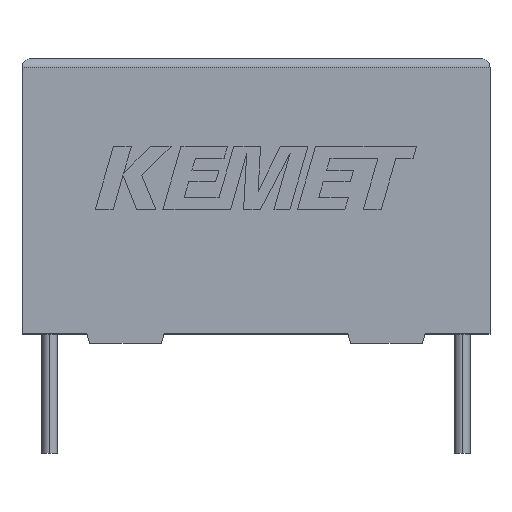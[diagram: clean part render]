
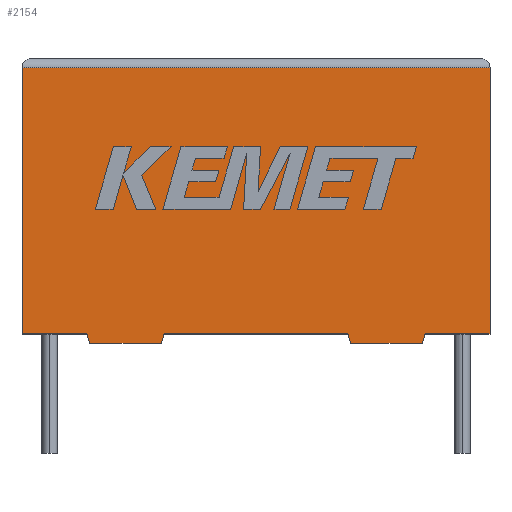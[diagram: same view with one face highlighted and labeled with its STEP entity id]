
A CAD part, top view. The second image highlights one B-rep face of the part: STEP entity #2154.
In plain terms, the highlighted planar face has unit normal (0, 0, 1).
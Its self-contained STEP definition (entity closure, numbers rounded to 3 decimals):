
#11 = ORIENTED_EDGE ( 'NONE', *, *, #2067, .T. ) ;
#100 = LINE ( 'NONE', #221, #2686 ) ;
#107 = LINE ( 'NONE', #1467, #392 ) ;
#177 = CARTESIAN_POINT ( 'NONE',  ( 25.5, 0., 6.5 ) ) ;
#194 = CARTESIAN_POINT ( 'NONE',  ( 21.96, 0., 6.5 ) ) ;
#221 = CARTESIAN_POINT ( 'NONE',  ( 21.81, -0.5, 6.5 ) ) ;
#223 = EDGE_CURVE ( 'NONE', #622, #2644, #1314, .T. ) ;
#271 = CARTESIAN_POINT ( 'NONE',  ( 0., 14.5, 6.5 ) ) ;
#324 = CARTESIAN_POINT ( 'NONE',  ( 21.81, -0.5, 6.5 ) ) ;
#350 = DIRECTION ( 'NONE',  ( 1., 0., 0. ) ) ;
#378 = ORIENTED_EDGE ( 'NONE', *, *, #3025, .F. ) ;
#392 = VECTOR ( 'NONE', #1924, 1000. ) ;
#421 = VECTOR ( 'NONE', #2964, 1000. ) ;
#457 = VERTEX_POINT ( 'NONE', #3065 ) ;
#489 = ORIENTED_EDGE ( 'NONE', *, *, #3110, .T. ) ;
#544 = ORIENTED_EDGE ( 'NONE', *, *, #1340, .F. ) ;
#565 = CARTESIAN_POINT ( 'NONE',  ( 3.54, 0., 6.5 ) ) ;
#585 = VERTEX_POINT ( 'NONE', #1203 ) ;
#598 = EDGE_CURVE ( 'NONE', #2097, #1041, #1838, .T. ) ;
#609 = CARTESIAN_POINT ( 'NONE',  ( 7.742, 0., 6.5 ) ) ;
#622 = VERTEX_POINT ( 'NONE', #1446 ) ;
#707 = EDGE_CURVE ( 'NONE', #1238, #622, #716, .T. ) ;
#716 = LINE ( 'NONE', #2468, #2230 ) ;
#796 = AXIS2_PLACEMENT_3D ( 'NONE', #3248, #1515, #1717 ) ;
#867 = ORIENTED_EDGE ( 'NONE', *, *, #707, .T. ) ;
#886 = CARTESIAN_POINT ( 'NONE',  ( 0., 0., 6.5 ) ) ;
#902 = DIRECTION ( 'NONE',  ( 1., 0., 0. ) ) ;
#929 = CARTESIAN_POINT ( 'NONE',  ( 3.54, 0., 6.5 ) ) ;
#940 = CARTESIAN_POINT ( 'NONE',  ( 0., 14.5, 6.5 ) ) ;
#942 = LINE ( 'NONE', #565, #3019 ) ;
#975 = VECTOR ( 'NONE', #2514, 1000. ) ;
#1041 = VERTEX_POINT ( 'NONE', #324 ) ;
#1203 = CARTESIAN_POINT ( 'NONE',  ( 17.758, 0., 6.5 ) ) ;
#1238 = VERTEX_POINT ( 'NONE', #177 ) ;
#1241 = EDGE_LOOP ( 'NONE', ( #867, #2282, #2875, #2368, #2389, #11, #2058, #3018, #378, #544, #2932, #489 ) ) ;
#1248 = CARTESIAN_POINT ( 'NONE',  ( 0., 0., 6.5 ) ) ;
#1255 = DIRECTION ( 'NONE',  ( 0.287, -0.958, 0. ) ) ;
#1272 = EDGE_CURVE ( 'NONE', #457, #1695, #107, .T. ) ;
#1296 = LINE ( 'NONE', #2003, #3021 ) ;
#1304 = EDGE_CURVE ( 'NONE', #2644, #1323, #2761, .T. ) ;
#1305 = FACE_OUTER_BOUND ( 'NONE', #1241, .T. ) ;
#1314 = LINE ( 'NONE', #271, #975 ) ;
#1323 = VERTEX_POINT ( 'NONE', #1248 ) ;
#1340 = EDGE_CURVE ( 'NONE', #1041, #3168, #100, .T. ) ;
#1446 = CARTESIAN_POINT ( 'NONE',  ( 25.5, 14.5, 6.5 ) ) ;
#1460 = LINE ( 'NONE', #3094, #2077 ) ;
#1467 = CARTESIAN_POINT ( 'NONE',  ( 7.591, -0.5, 6.5 ) ) ;
#1472 = CARTESIAN_POINT ( 'NONE',  ( 0., 0., 6.5 ) ) ;
#1487 = CARTESIAN_POINT ( 'NONE',  ( 3.69, -0.5, 6.5 ) ) ;
#1515 = DIRECTION ( 'NONE',  ( 0., 0., -1. ) ) ;
#1523 = VECTOR ( 'NONE', #350, 1000. ) ;
#1628 = LINE ( 'NONE', #886, #1523 ) ;
#1695 = VERTEX_POINT ( 'NONE', #609 ) ;
#1717 = DIRECTION ( 'NONE',  ( -1., 0., 0. ) ) ;
#1838 = LINE ( 'NONE', #194, #2928 ) ;
#1924 = DIRECTION ( 'NONE',  ( 0.287, 0.958, 0. ) ) ;
#1976 = DIRECTION ( 'NONE',  ( -1., 0., 0. ) ) ;
#1991 = DIRECTION ( 'NONE',  ( -0.287, 0.958, 0. ) ) ;
#2003 = CARTESIAN_POINT ( 'NONE',  ( 17.909, -0.5, 6.5 ) ) ;
#2058 = ORIENTED_EDGE ( 'NONE', *, *, #1272, .T. ) ;
#2067 = EDGE_CURVE ( 'NONE', #2135, #457, #2339, .T. ) ;
#2077 = VECTOR ( 'NONE', #902, 1000. ) ;
#2097 = VERTEX_POINT ( 'NONE', #2244 ) ;
#2135 = VERTEX_POINT ( 'NONE', #1487 ) ;
#2154 = ADVANCED_FACE ( 'NONE', ( #1305 ), #2950, .F. ) ;
#2165 = DIRECTION ( 'NONE',  ( 0., -1., 0. ) ) ;
#2184 = CARTESIAN_POINT ( 'NONE',  ( 17.909, -0.5, 6.5 ) ) ;
#2185 = DIRECTION ( 'NONE',  ( 1., 0., 0. ) ) ;
#2230 = VECTOR ( 'NONE', #2969, 1000. ) ;
#2244 = CARTESIAN_POINT ( 'NONE',  ( 21.96, 0., 6.5 ) ) ;
#2262 = EDGE_CURVE ( 'NONE', #1323, #2728, #1460, .T. ) ;
#2281 = LINE ( 'NONE', #1472, #421 ) ;
#2282 = ORIENTED_EDGE ( 'NONE', *, *, #223, .T. ) ;
#2287 = VECTOR ( 'NONE', #2165, 1000. ) ;
#2339 = LINE ( 'NONE', #3164, #3198 ) ;
#2368 = ORIENTED_EDGE ( 'NONE', *, *, #2262, .T. ) ;
#2389 = ORIENTED_EDGE ( 'NONE', *, *, #3211, .T. ) ;
#2468 = CARTESIAN_POINT ( 'NONE',  ( 25.5, 0., 6.5 ) ) ;
#2514 = DIRECTION ( 'NONE',  ( -1., 0., 0. ) ) ;
#2644 = VERTEX_POINT ( 'NONE', #940 ) ;
#2686 = VECTOR ( 'NONE', #1976, 1000. ) ;
#2728 = VERTEX_POINT ( 'NONE', #929 ) ;
#2761 = LINE ( 'NONE', #3140, #2287 ) ;
#2874 = EDGE_CURVE ( 'NONE', #1695, #585, #1628, .T. ) ;
#2875 = ORIENTED_EDGE ( 'NONE', *, *, #1304, .T. ) ;
#2928 = VECTOR ( 'NONE', #3221, 1000. ) ;
#2932 = ORIENTED_EDGE ( 'NONE', *, *, #598, .F. ) ;
#2950 = PLANE ( 'NONE',  #796 ) ;
#2964 = DIRECTION ( 'NONE',  ( 1., 0., 0. ) ) ;
#2969 = DIRECTION ( 'NONE',  ( 0., 1., 0. ) ) ;
#3018 = ORIENTED_EDGE ( 'NONE', *, *, #2874, .T. ) ;
#3019 = VECTOR ( 'NONE', #1255, 1000. ) ;
#3021 = VECTOR ( 'NONE', #1991, 1000. ) ;
#3025 = EDGE_CURVE ( 'NONE', #3168, #585, #1296, .T. ) ;
#3065 = CARTESIAN_POINT ( 'NONE',  ( 7.591, -0.5, 6.5 ) ) ;
#3094 = CARTESIAN_POINT ( 'NONE',  ( 0., 0., 6.5 ) ) ;
#3110 = EDGE_CURVE ( 'NONE', #2097, #1238, #2281, .T. ) ;
#3140 = CARTESIAN_POINT ( 'NONE',  ( 0., 0., 6.5 ) ) ;
#3164 = CARTESIAN_POINT ( 'NONE',  ( 3.69, -0.5, 6.5 ) ) ;
#3168 = VERTEX_POINT ( 'NONE', #2184 ) ;
#3198 = VECTOR ( 'NONE', #2185, 1000. ) ;
#3211 = EDGE_CURVE ( 'NONE', #2728, #2135, #942, .T. ) ;
#3221 = DIRECTION ( 'NONE',  ( -0.287, -0.958, 0. ) ) ;
#3248 = CARTESIAN_POINT ( 'NONE',  ( 0., 0., 6.5 ) ) ;
